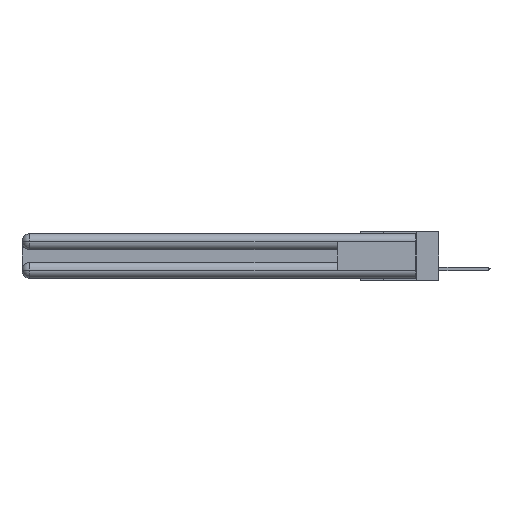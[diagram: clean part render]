
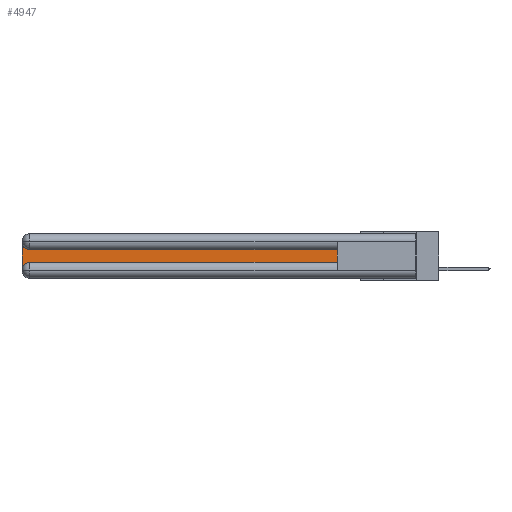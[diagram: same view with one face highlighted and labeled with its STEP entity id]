
A CAD part, left-side view. The second image highlights one B-rep face of the part: STEP entity #4947.
In plain terms, the highlighted planar face has unit normal (-1, 0, 0).
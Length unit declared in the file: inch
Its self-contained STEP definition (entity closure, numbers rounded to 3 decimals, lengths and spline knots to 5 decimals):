
#2284 = VECTOR ( 'NONE', #27768, 39.37008 ) ;
#2772 = EDGE_LOOP ( 'NONE', ( #7717, #7659, #20416, #12863, #22694, #8970 ) ) ;
#2970 = EDGE_CURVE ( 'NONE', #19318, #30885, #24924, .T. ) ;
#4685 = PLANE ( 'NONE',  #28837 ) ;
#4947 = ADVANCED_FACE ( 'NONE', ( #10249 ), #4685, .F. ) ;
#5097 = AXIS2_PLACEMENT_3D ( 'NONE', #23698, #10928, #15569 ) ;
#5903 = LINE ( 'NONE', #16592, #30519 ) ;
#6342 = DIRECTION ( 'NONE',  ( 0., 0., -1. ) ) ;
#6554 = EDGE_CURVE ( 'NONE', #14019, #7566, #32777, .T. ) ;
#7566 = VERTEX_POINT ( 'NONE', #11921 ) ;
#7579 = DIRECTION ( 'NONE',  ( 1., 0., 0. ) ) ;
#7659 = ORIENTED_EDGE ( 'NONE', *, *, #6554, .T. ) ;
#7717 = ORIENTED_EDGE ( 'NONE', *, *, #13026, .T. ) ;
#8970 = ORIENTED_EDGE ( 'NONE', *, *, #2970, .T. ) ;
#9367 = CARTESIAN_POINT ( 'NONE',  ( 0.075, 0.6, -0.2175 ) ) ;
#10249 = FACE_OUTER_BOUND ( 'NONE', #2772, .T. ) ;
#10928 = DIRECTION ( 'NONE',  ( 1., 0., 0. ) ) ;
#11921 = CARTESIAN_POINT ( 'NONE',  ( 0.075, 3., -0.0625 ) ) ;
#12488 = DIRECTION ( 'NONE',  ( 1., 0., 0. ) ) ;
#12863 = ORIENTED_EDGE ( 'NONE', *, *, #24749, .T. ) ;
#13026 = EDGE_CURVE ( 'NONE', #30885, #14019, #17656, .T. ) ;
#13032 = CARTESIAN_POINT ( 'NONE',  ( 0.075, 0.6, -0.1225 ) ) ;
#13667 = AXIS2_PLACEMENT_3D ( 'NONE', #30981, #7579, #23243 ) ;
#14019 = VERTEX_POINT ( 'NONE', #22740 ) ;
#15254 = LINE ( 'NONE', #30779, #32937 ) ;
#15569 = DIRECTION ( 'NONE',  ( 0., 0., -1. ) ) ;
#16592 = CARTESIAN_POINT ( 'NONE',  ( 0.075, 3., -0.2175 ) ) ;
#17653 = CARTESIAN_POINT ( 'NONE',  ( 0.075, 0.6, -0.1225 ) ) ;
#17656 = LINE ( 'NONE', #17653, #2284 ) ;
#17913 = VERTEX_POINT ( 'NONE', #28772 ) ;
#18064 = VECTOR ( 'NONE', #23165, 39.37008 ) ;
#18418 = EDGE_CURVE ( 'NONE', #33409, #19318, #15254, .T. ) ;
#19318 = VERTEX_POINT ( 'NONE', #9367 ) ;
#20238 = DIRECTION ( 'NONE',  ( 0., -1., 0. ) ) ;
#20416 = ORIENTED_EDGE ( 'NONE', *, *, #23996, .T. ) ;
#22694 = ORIENTED_EDGE ( 'NONE', *, *, #18418, .T. ) ;
#22740 = CARTESIAN_POINT ( 'NONE',  ( 0.075, 2.94, -0.1225 ) ) ;
#23165 = DIRECTION ( 'NONE',  ( 0., 0., 1. ) ) ;
#23243 = DIRECTION ( 'NONE',  ( 0., 0., -1. ) ) ;
#23698 = CARTESIAN_POINT ( 'NONE',  ( 0.075, 2.94, -0.0625 ) ) ;
#23996 = EDGE_CURVE ( 'NONE', #7566, #17913, #5903, .T. ) ;
#24186 = CARTESIAN_POINT ( 'NONE',  ( 0.075, 2.94, -0.2175 ) ) ;
#24749 = EDGE_CURVE ( 'NONE', #17913, #33409, #31378, .T. ) ;
#24924 = LINE ( 'NONE', #28321, #18064 ) ;
#25331 = DIRECTION ( 'NONE',  ( 0., 0., -1. ) ) ;
#27768 = DIRECTION ( 'NONE',  ( 0., 1., 0. ) ) ;
#28321 = CARTESIAN_POINT ( 'NONE',  ( 0.075, 0.6, -0.2175 ) ) ;
#28772 = CARTESIAN_POINT ( 'NONE',  ( 0.075, 3., -0.2775 ) ) ;
#28837 = AXIS2_PLACEMENT_3D ( 'NONE', #33058, #12488, #25331 ) ;
#30519 = VECTOR ( 'NONE', #6342, 39.37008 ) ;
#30779 = CARTESIAN_POINT ( 'NONE',  ( 0.075, 0.6, -0.2175 ) ) ;
#30885 = VERTEX_POINT ( 'NONE', #13032 ) ;
#30981 = CARTESIAN_POINT ( 'NONE',  ( 0.075, 2.94, -0.2775 ) ) ;
#31378 = CIRCLE ( 'NONE', #13667, 0.06 ) ;
#32777 = CIRCLE ( 'NONE', #5097, 0.06 ) ;
#32937 = VECTOR ( 'NONE', #20238, 39.37008 ) ;
#33058 = CARTESIAN_POINT ( 'NONE',  ( 0.075, 3., -0.1225 ) ) ;
#33409 = VERTEX_POINT ( 'NONE', #24186 ) ;
